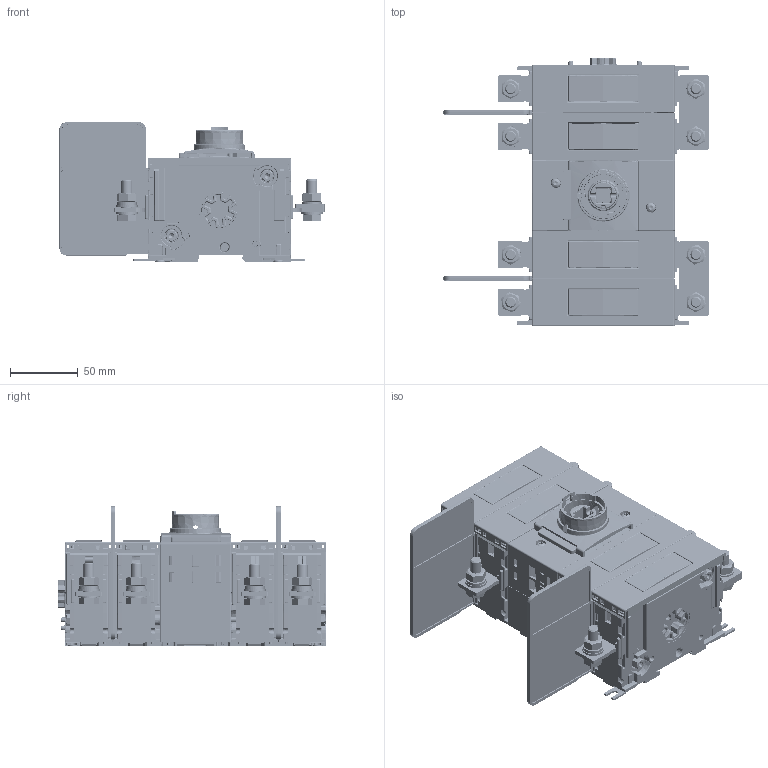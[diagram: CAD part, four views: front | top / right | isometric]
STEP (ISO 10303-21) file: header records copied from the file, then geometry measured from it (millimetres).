
FILE_DESCRIPTION(/* description */ (''),/* implementation_level */ '2;1');
FILE_NAME(/* name */ '3D_GLD0160-0315_T4_UL.stp',/* time_stamp */ '2024-04-10T10:37:55+02:00',/* author */ (''),/* organization */ (''),/* preprocessor_version */ 'ST-DEVELOPER v16.7',/* originating_system */ 'SIEMENS PLM Software NX 12.0',/* authorisation */ '');
FILE_SCHEMA (('AUTOMOTIVE_DESIGN { 1 0 10303 214 3 1 1 1 }'));
Products named in the file (1): Rugg4B248957pqq0
Bounding box: 195.01 x 197.2 x 102.51 mm (x, y, z)
Surface area: 297009.5 mm2 (no closed solid volume)
Topology: 0 solids, 167 shells, 7156 faces, 24475 edges, 16799 vertices
Faces by surface type: plane 2972, cylinder 2261, bspline 753, cone 533, sphere 364, torus 271, extrusion 2
Full cylindrical faces by diameter (mm): 2 x2, 2.1 x60, 3.31 x4, 3.4 x10, 3.443 x1, 3.5 x4, 4 x3, 4.3 x4, 7.3 x4, 8 x8, 11.63 x8, 16 x12, 20.1 x1, 32 x1
Entity records: 297195 total; most frequent: CARTESIAN_POINT 96744, DIRECTION 40710, ORIENTED_EDGE 38787, EDGE_CURVE 23616, VERTEX_POINT 16599, AXIS2_PLACEMENT_3D 13869, VECTOR 12972, LINE 12970
